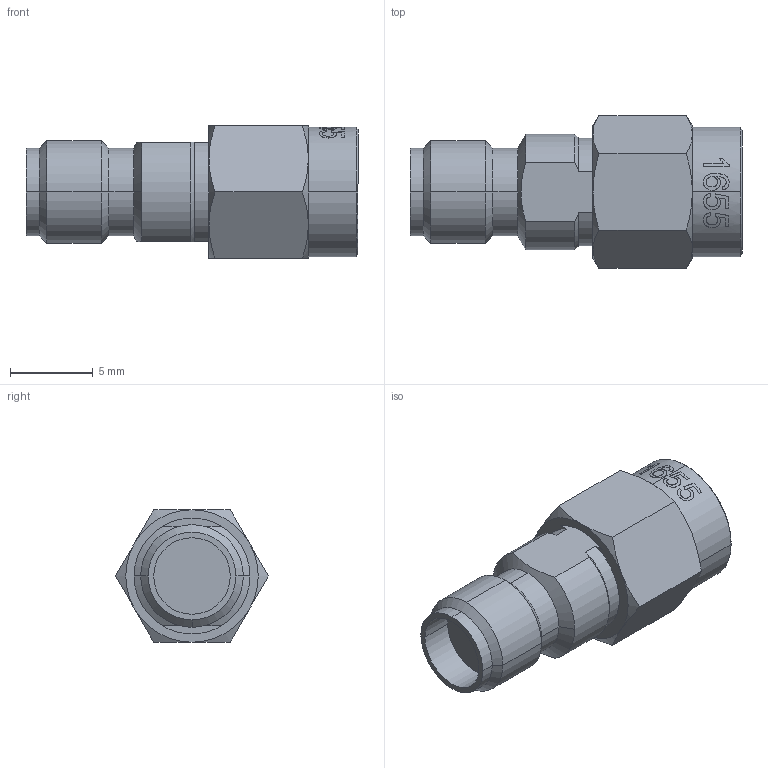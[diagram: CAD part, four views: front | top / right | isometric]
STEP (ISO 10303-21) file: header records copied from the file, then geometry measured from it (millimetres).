
FILE_DESCRIPTION (( 'STEP AP214' ), '1' );
FILE_NAME ('FMAD1655_3D.step', '2023-03-13T20:46:03', ( '' ), ( '' ), 'SwSTEP 2.0', 'SolidWorks 2022', '' );
FILE_SCHEMA (( 'AUTOMOTIVE_DESIGN' ));
Length unit declared in the file: inch
Products named in the file (1): FMAD1655_3D
Bounding box: 20.05 x 9.24 x 8 mm (x, y, z)
Volume: 630.5 mm3; surface area: 785.7 mm2
Topology: 1 solids, 1 shells, 159 faces, 393 edges, 248 vertices
Faces by surface type: bspline 44, cylinder 42, cone 41, plane 32
Entity records: 7949 total; most frequent: CARTESIAN_POINT 4502, ORIENTED_EDGE 786, DIRECTION 581, EDGE_CURVE 393, VERTEX_POINT 248, AXIS2_PLACEMENT_3D 239, EDGE_LOOP 171, B_SPLINE_CURVE_WITH_KNOTS 167
